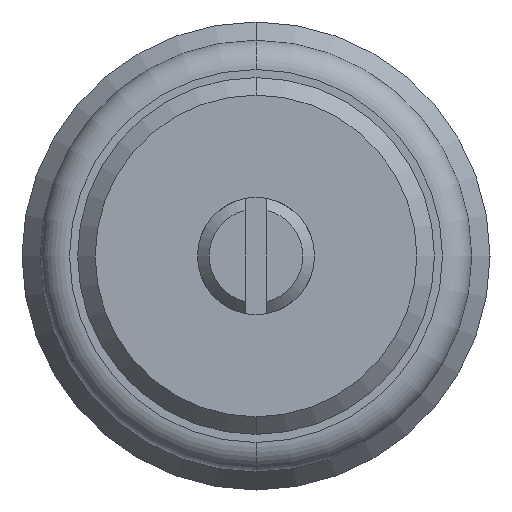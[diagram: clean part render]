
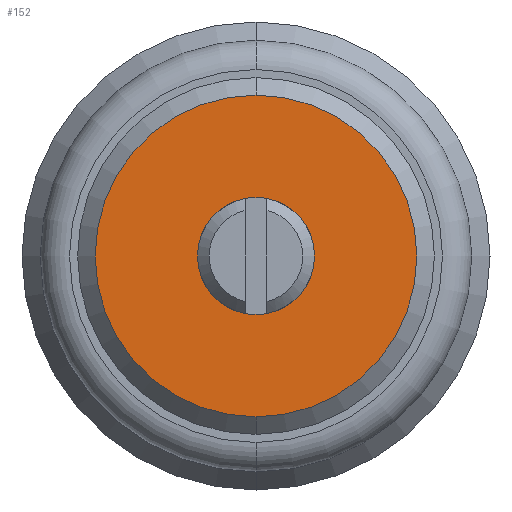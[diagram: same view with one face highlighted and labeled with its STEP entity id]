
A CAD part, front view. The second image highlights one B-rep face of the part: STEP entity #152.
In plain terms, the highlighted planar face has unit normal (0, -1, 0).
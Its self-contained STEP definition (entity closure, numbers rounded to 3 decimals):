
#6 = VERTEX_POINT ( 'NONE', #285 ) ;
#8 = EDGE_CURVE ( 'NONE', #6, #9, #284, .T. ) ;
#9 = VERTEX_POINT ( 'NONE', #279 ) ;
#95 = EDGE_CURVE ( 'NONE', #96, #97, #459, .T. ) ;
#96 = VERTEX_POINT ( 'NONE', #455 ) ;
#97 = VERTEX_POINT ( 'NONE', #454 ) ;
#152 = ADVANCED_FACE ( 'NONE', ( #661, #612 ), #554, .F. ) ;
#153 = EDGE_LOOP ( 'NONE', ( #154, #156 ) ) ;
#154 = ORIENTED_EDGE ( 'NONE', *, *, #155, .T. ) ;
#155 = EDGE_CURVE ( 'NONE', #97, #96, #611, .T. ) ;
#156 = ORIENTED_EDGE ( 'NONE', *, *, #95, .T. ) ;
#157 = EDGE_LOOP ( 'NONE', ( #158, #160 ) ) ;
#158 = ORIENTED_EDGE ( 'NONE', *, *, #159, .F. ) ;
#159 = EDGE_CURVE ( 'NONE', #9, #6, #660, .T. ) ;
#160 = ORIENTED_EDGE ( 'NONE', *, *, #8, .F. ) ;
#279 = CARTESIAN_POINT ( 'NONE',  ( 0., 0., 4. ) ) ;
#280 = DIRECTION ( 'NONE',  ( 0., 0., 1. ) ) ;
#281 = DIRECTION ( 'NONE',  ( 0., -1., 0. ) ) ;
#282 = CARTESIAN_POINT ( 'NONE',  ( 0., 0., 0. ) ) ;
#283 = AXIS2_PLACEMENT_3D ( 'NONE', #282, #281, #280 ) ;
#284 = CIRCLE ( 'NONE', #283, 4. ) ;
#285 = CARTESIAN_POINT ( 'NONE',  ( 0., 0., -4. ) ) ;
#444 = DIRECTION ( 'NONE',  ( 0., -1., 0. ) ) ;
#454 = CARTESIAN_POINT ( 'NONE',  ( 0., 0., 11. ) ) ;
#455 = CARTESIAN_POINT ( 'NONE',  ( 0., 0., -11. ) ) ;
#456 = DIRECTION ( 'NONE',  ( 0., 0., -1. ) ) ;
#457 = AXIS2_PLACEMENT_3D ( 'NONE', #458, #444, #456 ) ;
#458 = CARTESIAN_POINT ( 'NONE',  ( 0., 0., 0. ) ) ;
#459 = CIRCLE ( 'NONE', #457, 11. ) ;
#554 = PLANE ( 'NONE',  #716 ) ;
#589 = DIRECTION ( 'NONE',  ( 0., 0., -1. ) ) ;
#590 = DIRECTION ( 'NONE',  ( 0., -1., 0. ) ) ;
#611 = CIRCLE ( 'NONE', #613, 11. ) ;
#612 = FACE_BOUND ( 'NONE', #157, .T. ) ;
#613 = AXIS2_PLACEMENT_3D ( 'NONE', #664, #590, #589 ) ;
#656 = CARTESIAN_POINT ( 'NONE',  ( -11., 0., 0. ) ) ;
#658 = DIRECTION ( 'NONE',  ( 0., -1., 0. ) ) ;
#659 = AXIS2_PLACEMENT_3D ( 'NONE', #665, #658, #662 ) ;
#660 = CIRCLE ( 'NONE', #659, 4. ) ;
#661 = FACE_OUTER_BOUND ( 'NONE', #153, .T. ) ;
#662 = DIRECTION ( 'NONE',  ( 0., 0., 1. ) ) ;
#663 = DIRECTION ( 'NONE',  ( 0., 0., 1. ) ) ;
#664 = CARTESIAN_POINT ( 'NONE',  ( 0., 0., 0. ) ) ;
#665 = CARTESIAN_POINT ( 'NONE',  ( 0., 0., 0. ) ) ;
#715 = DIRECTION ( 'NONE',  ( 0., 1., 0. ) ) ;
#716 = AXIS2_PLACEMENT_3D ( 'NONE', #656, #715, #663 ) ;
